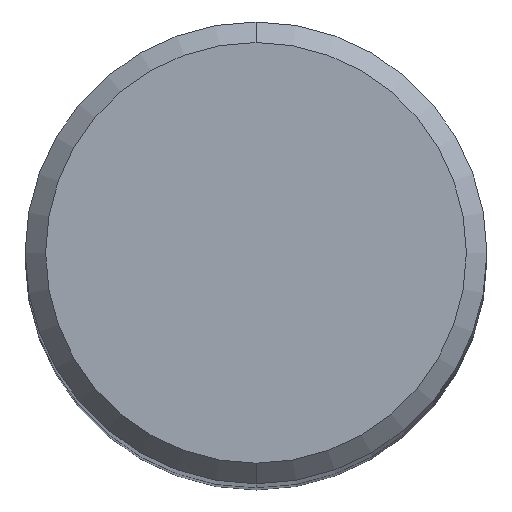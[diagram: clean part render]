
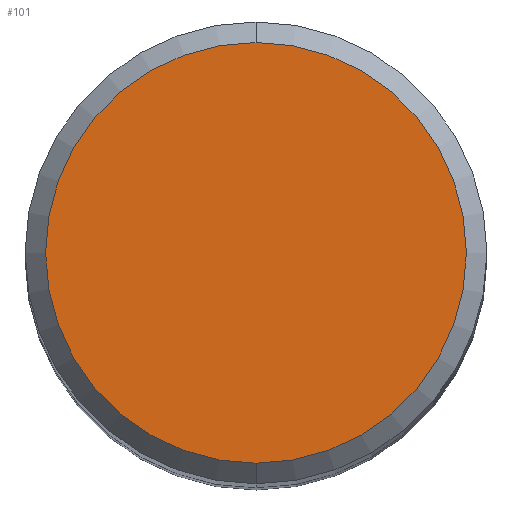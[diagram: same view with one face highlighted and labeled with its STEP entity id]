
A CAD part, top view. The second image highlights one B-rep face of the part: STEP entity #101.
In plain terms, the highlighted planar face has unit normal (0, 0, 1).
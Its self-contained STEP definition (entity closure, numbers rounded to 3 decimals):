
#101=ADVANCED_FACE('',(#222),#223,.T.);
#113=VERTEX_POINT('',#238);
#115=EDGE_CURVE('',#167,#113,#240,.T.);
#137=EDGE_CURVE('',#113,#167,#264,.T.);
#167=VERTEX_POINT('',#297);
#222=FACE_OUTER_BOUND('',#352,.T.);
#223=PLANE('',#353);
#238=CARTESIAN_POINT('',(0.0,8.2,0.0));
#240=CIRCLE('',#374,8.2);
#264=CIRCLE('',#405,8.2);
#297=CARTESIAN_POINT('',(0.,-8.2,0.0));
#352=EDGE_LOOP('',(#493,#494));
#353=AXIS2_PLACEMENT_3D('',#495,#496,#497);
#374=AXIS2_PLACEMENT_3D('',#524,#525,#526);
#405=AXIS2_PLACEMENT_3D('',#555,#556,#557);
#493=ORIENTED_EDGE('',*,*,#137,.F.);
#494=ORIENTED_EDGE('',*,*,#115,.F.);
#495=CARTESIAN_POINT('',(0.0,4.1,0.0));
#496=DIRECTION('',(-0.0,0.0,1.0));
#497=DIRECTION('',(0.0,-1.0,0.0));
#524=CARTESIAN_POINT('',(0.0,0.0,0.0));
#525=DIRECTION('',(0.0,0.0,-1.0));
#526=DIRECTION('',(0.0,1.0,0.0));
#555=CARTESIAN_POINT('',(0.0,0.0,0.0));
#556=DIRECTION('',(0.0,0.0,-1.0));
#557=DIRECTION('',(0.0,1.0,0.0));
